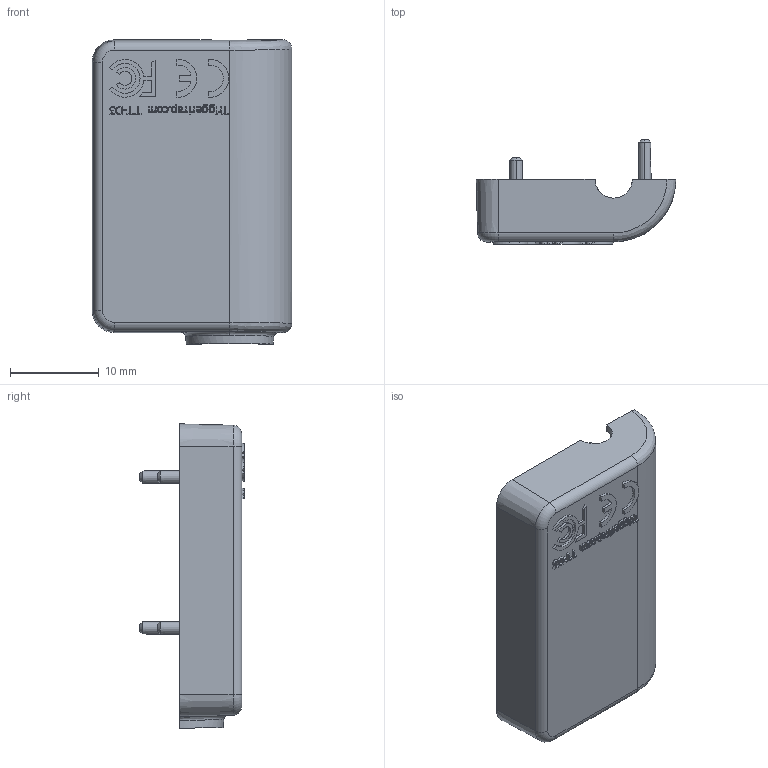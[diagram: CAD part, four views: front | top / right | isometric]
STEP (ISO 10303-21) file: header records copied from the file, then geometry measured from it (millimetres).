
FILE_DESCRIPTION (( 'STEP AP214' ), '1' );
FILE_NAME ('TT_302_A_dongle_rear.STEP', '2014-03-06T14:04:21', ( '' ), ( '' ), 'SwSTEP 2.0', 'SolidWorks 2013', '' );
FILE_SCHEMA (( 'AUTOMOTIVE_DESIGN' ));
Length unit declared in the file: millimetre
Products named in the file (1): TT_302_A_dongle_rear
Bounding box: 22.5 x 11.8 x 34.3 mm (x, y, z)
Volume: 1776.5 mm3; surface area: 2709.6 mm2
Topology: 1 solids, 1 shells, 404 faces, 1084 edges, 716 vertices
Faces by surface type: plane 213, bspline 148, cone 25, cylinder 14, torus 4
Entity records: 13642 total; most frequent: CARTESIAN_POINT 4551, ORIENTED_EDGE 2168, DIRECTION 1334, EDGE_CURVE 1084, VERTEX_POINT 716, VECTOR 686, LINE 686, EDGE_LOOP 438
